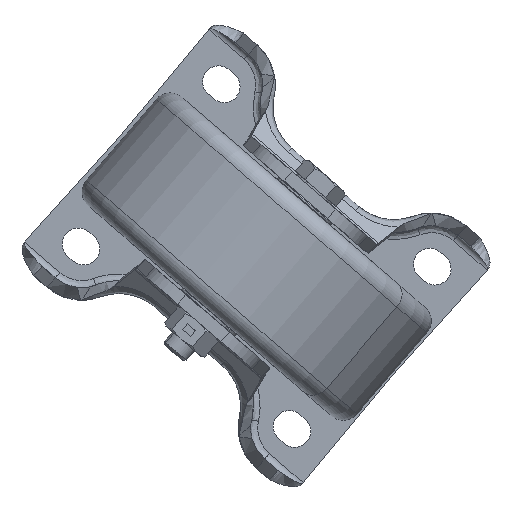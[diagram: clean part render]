
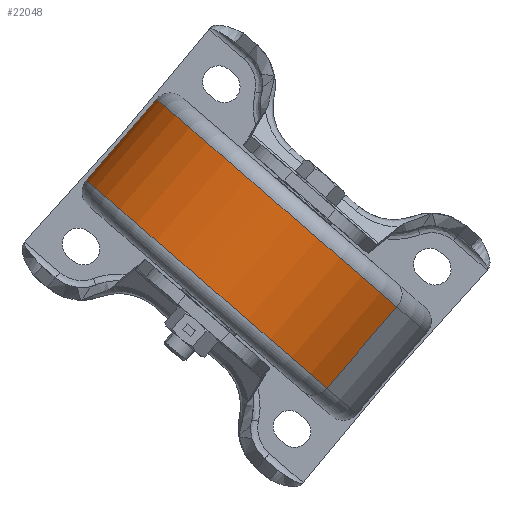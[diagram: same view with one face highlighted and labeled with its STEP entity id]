
A CAD part, front view. The second image highlights one B-rep face of the part: STEP entity #22048.
In plain terms, the highlighted cylindrical face has radius 50 mm (diameter 100 mm), a partial arc.
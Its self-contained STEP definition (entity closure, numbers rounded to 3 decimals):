
#672 = VERTEX_POINT ( 'NONE', #38026 ) ;
#1406 = EDGE_CURVE ( 'NONE', #35629, #3226, #21021, .T. ) ;
#1585 = EDGE_LOOP ( 'NONE', ( #21954, #23142, #35823, #32705 ) ) ;
#1697 = FACE_OUTER_BOUND ( 'NONE', #1585, .T. ) ;
#2261 = CARTESIAN_POINT ( 'NONE',  ( -52.482, -109.421, -6.522 ) ) ;
#3226 = VERTEX_POINT ( 'NONE', #5211 ) ;
#5211 = CARTESIAN_POINT ( 'NONE',  ( -32.862, -109.421, 16.173 ) ) ;
#5303 = CYLINDRICAL_SURFACE ( 'NONE', #37794, 50. ) ;
#5308 = CARTESIAN_POINT ( 'NONE',  ( -74.977, -46.579, 86.401 ) ) ;
#12139 = DIRECTION ( 'NONE',  ( 0.654, 0., 0.757 ) ) ;
#14180 = CARTESIAN_POINT ( 'NONE',  ( -45.553, -78., 60.965 ) ) ;
#17067 = DIRECTION ( 'NONE',  ( 0.588, -0.628, -0.509 ) ) ;
#17228 = CARTESIAN_POINT ( 'NONE',  ( -91.709, -46.579, 67.046 ) ) ;
#17857 = VECTOR ( 'NONE', #12139, 1000. ) ;
#17926 = DIRECTION ( 'NONE',  ( -0.654, 0., -0.757 ) ) ;
#20166 = DIRECTION ( 'NONE',  ( 0.654, 0., 0.757 ) ) ;
#21021 = LINE ( 'NONE', #32768, #17857 ) ;
#21629 = CIRCLE ( 'NONE', #24103, 50. ) ;
#21954 = ORIENTED_EDGE ( 'NONE', *, *, #31168, .F. ) ;
#22048 = ADVANCED_FACE ( 'NONE', ( #1697 ), #5303, .T. ) ;
#22796 = CIRCLE ( 'NONE', #25855, 50. ) ;
#23142 = ORIENTED_EDGE ( 'NONE', *, *, #25954, .T. ) ;
#23175 = DIRECTION ( 'NONE',  ( 0.654, 0., 0.757 ) ) ;
#24103 = AXIS2_PLACEMENT_3D ( 'NONE', #26045, #23175, #34563 ) ;
#25855 = AXIS2_PLACEMENT_3D ( 'NONE', #29456, #17926, #29656 ) ;
#25954 = EDGE_CURVE ( 'NONE', #672, #35629, #21629, .T. ) ;
#26045 = CARTESIAN_POINT ( 'NONE',  ( -81.905, -78., 18.914 ) ) ;
#27316 = VERTEX_POINT ( 'NONE', #17228 ) ;
#29456 = CARTESIAN_POINT ( 'NONE',  ( -62.285, -78., 41.609 ) ) ;
#29656 = DIRECTION ( 'NONE',  ( -0.588, 0.628, 0.509 ) ) ;
#31168 = EDGE_CURVE ( 'NONE', #672, #27316, #31313, .T. ) ;
#31313 = LINE ( 'NONE', #5308, #34665 ) ;
#32705 = ORIENTED_EDGE ( 'NONE', *, *, #34873, .T. ) ;
#32768 = CARTESIAN_POINT ( 'NONE',  ( -16.13, -109.421, 35.528 ) ) ;
#34563 = DIRECTION ( 'NONE',  ( 0.588, -0.628, -0.509 ) ) ;
#34632 = DIRECTION ( 'NONE',  ( 0.654, 0., 0.757 ) ) ;
#34665 = VECTOR ( 'NONE', #20166, 1000. ) ;
#34873 = EDGE_CURVE ( 'NONE', #3226, #27316, #22796, .T. ) ;
#35629 = VERTEX_POINT ( 'NONE', #2261 ) ;
#35823 = ORIENTED_EDGE ( 'NONE', *, *, #1406, .T. ) ;
#37794 = AXIS2_PLACEMENT_3D ( 'NONE', #14180, #34632, #17067 ) ;
#38026 = CARTESIAN_POINT ( 'NONE',  ( -111.329, -46.579, 44.351 ) ) ;
